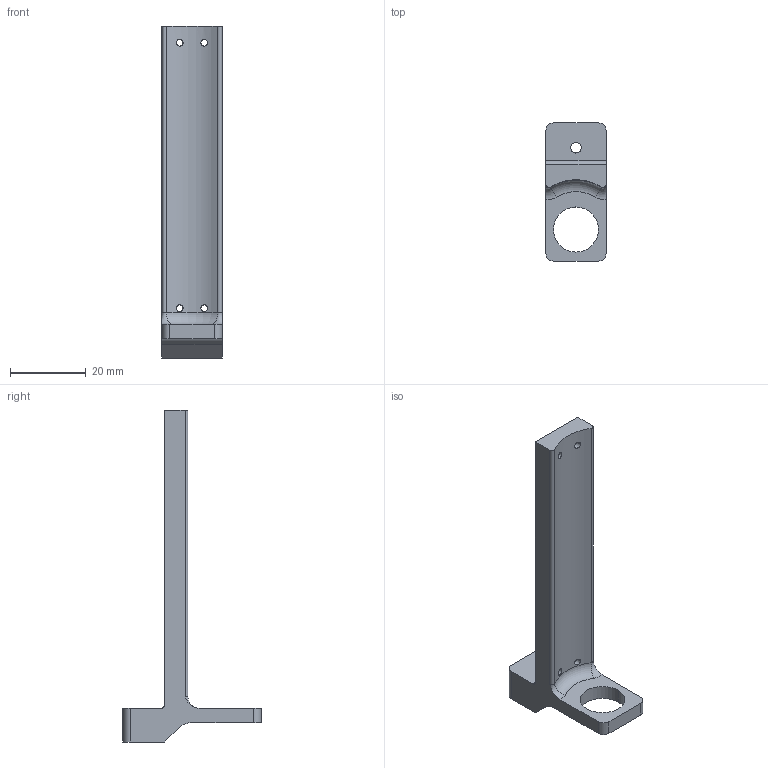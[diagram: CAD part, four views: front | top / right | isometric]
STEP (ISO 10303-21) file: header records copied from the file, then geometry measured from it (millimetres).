
FILE_DESCRIPTION(('Creo Elements/Direct Modeling STEP Export'),'2;1');
FILE_NAME('SMC-Cylinder-angle-bracket.stp','2016-08-22T17:03:50',(''),(''),'PTC Creo Elements/Direct Modeling STEP processor for AP214 (Solid Model)','PTC Creo Elements/Direct Modeling 19.0C 15-Aug-2015 (C) Parametric Technology GmbH','');
FILE_SCHEMA(('AUTOMOTIVE_DESIGN { 1 0 10303 214 1 1 1 1 }'));
Length unit declared in the file: millimetre
Products named in the file (2): SMC-CLYINDER-angle-bracket
Assembly tree (1 placements, depth 2):
  SMC-CLYINDER-angle-bracket
    SMC-CLYINDER-angle-bracket
Bounding box: 15.88 x 36.48 x 87.63 mm (x, y, z)
Volume: 8984 mm3; surface area: 5303 mm2
Topology: 1 solids, 1 shells, 35 faces, 97 edges, 64 vertices
Faces by surface type: cylinder 21, plane 11, torus 3
Entity records: 2481 total; most frequent: CARTESIAN_POINT 1502, ORIENTED_EDGE 194, DIRECTION 192, EDGE_CURVE 97, AXIS2_PLACEMENT_3D 72, VERTEX_POINT 64, VECTOR 48, LINE 48
